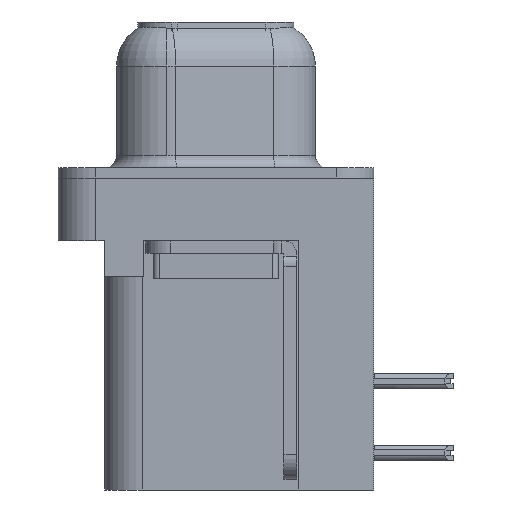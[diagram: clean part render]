
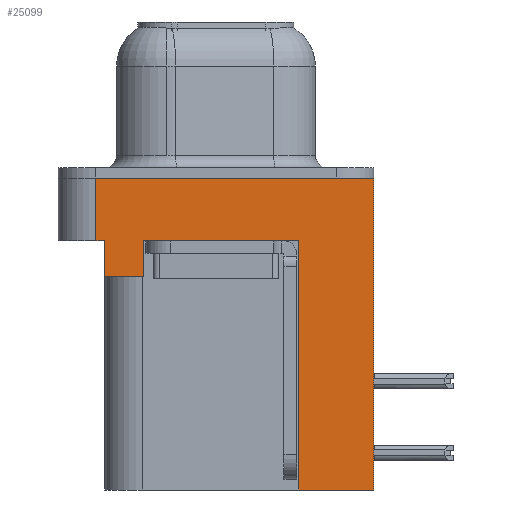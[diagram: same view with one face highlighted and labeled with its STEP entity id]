
A CAD part, left-side view. The second image highlights one B-rep face of the part: STEP entity #25099.
In plain terms, the highlighted planar face has unit normal (-1, 0, 0).
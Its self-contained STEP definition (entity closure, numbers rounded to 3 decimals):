
#293 = VERTEX_POINT ( 'NONE', #1877 ) ;
#1118 = VERTEX_POINT ( 'NONE', #18446 ) ;
#1417 = ORIENTED_EDGE ( 'NONE', *, *, #2441, .F. ) ;
#1490 = VERTEX_POINT ( 'NONE', #23749 ) ;
#1674 = DIRECTION ( 'NONE',  ( 0., 0., 1. ) ) ;
#1877 = CARTESIAN_POINT ( 'NONE',  ( -2.935, -3.295, -2.5 ) ) ;
#1924 = LINE ( 'NONE', #24253, #5063 ) ;
#2015 = VECTOR ( 'NONE', #1674, 1000. ) ;
#2113 = VERTEX_POINT ( 'NONE', #4354 ) ;
#2201 = LINE ( 'NONE', #22752, #2473 ) ;
#2441 = EDGE_CURVE ( 'NONE', #2113, #1490, #24653, .T. ) ;
#2473 = VECTOR ( 'NONE', #12407, 1000. ) ;
#2812 = ORIENTED_EDGE ( 'NONE', *, *, #9558, .T. ) ;
#3550 = EDGE_CURVE ( 'NONE', #25167, #1118, #2201, .T. ) ;
#3576 = CARTESIAN_POINT ( 'NONE',  ( -2.935, -3.295, -12.4 ) ) ;
#3772 = EDGE_CURVE ( 'NONE', #24075, #6630, #5228, .T. ) ;
#4354 = CARTESIAN_POINT ( 'NONE',  ( -2.935, 4.425, -3.9 ) ) ;
#4461 = ORIENTED_EDGE ( 'NONE', *, *, #6928, .F. ) ;
#4477 = DIRECTION ( 'NONE',  ( 0., 0., 1. ) ) ;
#4804 = CARTESIAN_POINT ( 'NONE',  ( -2.935, 2.895, -3.9 ) ) ;
#4876 = ORIENTED_EDGE ( 'NONE', *, *, #10157, .T. ) ;
#5063 = VECTOR ( 'NONE', #20198, 1000. ) ;
#5228 = LINE ( 'NONE', #14687, #5478 ) ;
#5478 = VECTOR ( 'NONE', #4477, 1000. ) ;
#5907 = LINE ( 'NONE', #20541, #11448 ) ;
#6401 = LINE ( 'NONE', #25204, #11221 ) ;
#6456 = ORIENTED_EDGE ( 'NONE', *, *, #3772, .T. ) ;
#6630 = VERTEX_POINT ( 'NONE', #16221 ) ;
#6928 = EDGE_CURVE ( 'NONE', #8911, #293, #19546, .T. ) ;
#6939 = AXIS2_PLACEMENT_3D ( 'NONE', #11652, #15404, #13662 ) ;
#8009 = CARTESIAN_POINT ( 'NONE',  ( -2.935, 4.775, 0. ) ) ;
#8233 = EDGE_CURVE ( 'NONE', #16531, #1118, #18138, .T. ) ;
#8238 = EDGE_CURVE ( 'NONE', #24075, #2113, #5907, .T. ) ;
#8911 = VERTEX_POINT ( 'NONE', #19544 ) ;
#9288 = LINE ( 'NONE', #11583, #13116 ) ;
#9315 = CARTESIAN_POINT ( 'NONE',  ( -2.935, 4.775, -2.5 ) ) ;
#9426 = DIRECTION ( 'NONE',  ( 0., 0., 1. ) ) ;
#9558 = EDGE_CURVE ( 'NONE', #18993, #1490, #21762, .T. ) ;
#10157 = EDGE_CURVE ( 'NONE', #6630, #293, #6401, .T. ) ;
#10232 = ORIENTED_EDGE ( 'NONE', *, *, #17063, .F. ) ;
#10580 = CARTESIAN_POINT ( 'NONE',  ( -2.935, -6.275, -12.4 ) ) ;
#11221 = VECTOR ( 'NONE', #13334, 1000. ) ;
#11448 = VECTOR ( 'NONE', #12218, 1000. ) ;
#11583 = CARTESIAN_POINT ( 'NONE',  ( -2.935, 4.775, -2.5 ) ) ;
#11652 = CARTESIAN_POINT ( 'NONE',  ( -2.935, -6.275, -2.5 ) ) ;
#12218 = DIRECTION ( 'NONE',  ( 0., 1., 0. ) ) ;
#12219 = DIRECTION ( 'NONE',  ( 0., -1., 0. ) ) ;
#12407 = DIRECTION ( 'NONE',  ( 0., -1., 0. ) ) ;
#12499 = VECTOR ( 'NONE', #12219, 1000. ) ;
#12527 = ORIENTED_EDGE ( 'NONE', *, *, #19059, .F. ) ;
#12556 = CARTESIAN_POINT ( 'NONE',  ( -2.935, 4.425, -3.9 ) ) ;
#13116 = VECTOR ( 'NONE', #9426, 1000. ) ;
#13334 = DIRECTION ( 'NONE',  ( 0., -1., 0. ) ) ;
#13662 = DIRECTION ( 'NONE',  ( 0., 0., 1. ) ) ;
#14108 = EDGE_LOOP ( 'NONE', ( #25216, #10232, #2812, #1417, #24690, #6456, #4876, #4461, #12527, #25105 ) ) ;
#14360 = DIRECTION ( 'NONE',  ( 0., 0., 1. ) ) ;
#14687 = CARTESIAN_POINT ( 'NONE',  ( -2.935, 2.895, -3.9 ) ) ;
#15404 = DIRECTION ( 'NONE',  ( -1., 0., 0. ) ) ;
#16221 = CARTESIAN_POINT ( 'NONE',  ( -2.935, 2.895, -2.5 ) ) ;
#16247 = CARTESIAN_POINT ( 'NONE',  ( -2.935, -6.275, -2.5 ) ) ;
#16531 = VERTEX_POINT ( 'NONE', #10580 ) ;
#17063 = EDGE_CURVE ( 'NONE', #18993, #25167, #9288, .T. ) ;
#17146 = PLANE ( 'NONE',  #6939 ) ;
#17730 = CARTESIAN_POINT ( 'NONE',  ( -2.935, -6.275, -2.5 ) ) ;
#18138 = LINE ( 'NONE', #16247, #18319 ) ;
#18319 = VECTOR ( 'NONE', #14360, 1000. ) ;
#18446 = CARTESIAN_POINT ( 'NONE',  ( -2.935, -6.275, 0. ) ) ;
#18993 = VERTEX_POINT ( 'NONE', #9315 ) ;
#19059 = EDGE_CURVE ( 'NONE', #16531, #8911, #1924, .T. ) ;
#19264 = VECTOR ( 'NONE', #19427, 1000. ) ;
#19427 = DIRECTION ( 'NONE',  ( 0., 0., 1. ) ) ;
#19544 = CARTESIAN_POINT ( 'NONE',  ( -2.935, -3.295, -12.4 ) ) ;
#19546 = LINE ( 'NONE', #3576, #19264 ) ;
#20198 = DIRECTION ( 'NONE',  ( 0., 1., 0. ) ) ;
#20541 = CARTESIAN_POINT ( 'NONE',  ( -2.935, 4.425, -3.9 ) ) ;
#21762 = LINE ( 'NONE', #17730, #12499 ) ;
#22752 = CARTESIAN_POINT ( 'NONE',  ( -2.935, -6.275, 0. ) ) ;
#23749 = CARTESIAN_POINT ( 'NONE',  ( -2.935, 4.425, -2.5 ) ) ;
#24075 = VERTEX_POINT ( 'NONE', #4804 ) ;
#24253 = CARTESIAN_POINT ( 'NONE',  ( -2.935, -3.295, -12.4 ) ) ;
#24653 = LINE ( 'NONE', #12556, #2015 ) ;
#24690 = ORIENTED_EDGE ( 'NONE', *, *, #8238, .F. ) ;
#25099 = ADVANCED_FACE ( 'NONE', ( #25758 ), #17146, .T. ) ;
#25105 = ORIENTED_EDGE ( 'NONE', *, *, #8233, .T. ) ;
#25167 = VERTEX_POINT ( 'NONE', #8009 ) ;
#25204 = CARTESIAN_POINT ( 'NONE',  ( -2.935, -6.275, -2.5 ) ) ;
#25216 = ORIENTED_EDGE ( 'NONE', *, *, #3550, .F. ) ;
#25758 = FACE_OUTER_BOUND ( 'NONE', #14108, .T. ) ;
